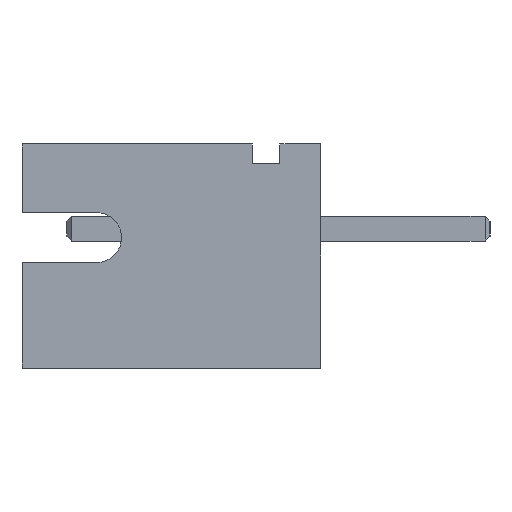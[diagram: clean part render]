
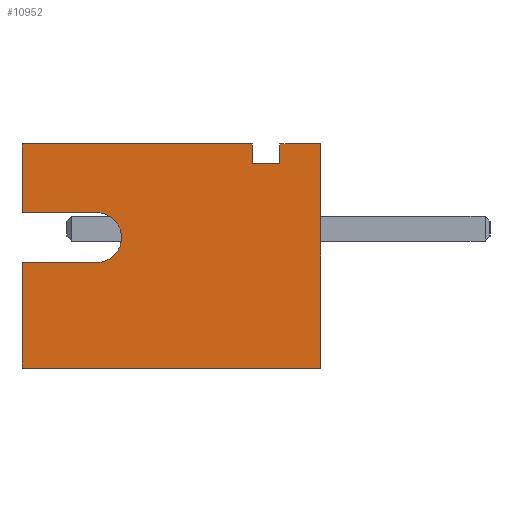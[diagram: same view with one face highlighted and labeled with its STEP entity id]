
A CAD part, left-side view. The second image highlights one B-rep face of the part: STEP entity #10952.
In plain terms, the highlighted planar face has unit normal (-1, 0, 0).
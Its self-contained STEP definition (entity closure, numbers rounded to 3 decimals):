
#123 = VERTEX_POINT ( 'NONE', #13870 ) ;
#250 = CARTESIAN_POINT ( 'NONE',  ( -1.95, 6., -2.8 ) ) ;
#285 = CARTESIAN_POINT ( 'NONE',  ( -1.95, 0., 1.7 ) ) ;
#734 = ORIENTED_EDGE ( 'NONE', *, *, #12143, .F. ) ;
#960 = LINE ( 'NONE', #12166, #4806 ) ;
#965 = ORIENTED_EDGE ( 'NONE', *, *, #7026, .F. ) ;
#1652 = CARTESIAN_POINT ( 'NONE',  ( -1.95, 1.38, 1.3 ) ) ;
#1852 = LINE ( 'NONE', #250, #10471 ) ;
#1873 = EDGE_CURVE ( 'NONE', #4233, #15859, #18189, .T. ) ;
#2631 = CARTESIAN_POINT ( 'NONE',  ( -1.95, 6., 1.7 ) ) ;
#2701 = CARTESIAN_POINT ( 'NONE',  ( -1.95, 1.38, 1.3 ) ) ;
#3048 = CARTESIAN_POINT ( 'NONE',  ( -1.95, 6., 0.32 ) ) ;
#3362 = DIRECTION ( 'NONE',  ( 0., 1., 0. ) ) ;
#3756 = DIRECTION ( 'NONE',  ( 0., 0., 1. ) ) ;
#4233 = VERTEX_POINT ( 'NONE', #1652 ) ;
#4353 = ORIENTED_EDGE ( 'NONE', *, *, #7335, .F. ) ;
#4451 = CARTESIAN_POINT ( 'NONE',  ( -1.95, 0.82, 1.3 ) ) ;
#4568 = CARTESIAN_POINT ( 'NONE',  ( -1.95, 4.5, -0.68 ) ) ;
#4806 = VECTOR ( 'NONE', #12389, 1000. ) ;
#4904 = DIRECTION ( 'NONE',  ( 0., 0., 1. ) ) ;
#5289 = ORIENTED_EDGE ( 'NONE', *, *, #6276, .T. ) ;
#5422 = DIRECTION ( 'NONE',  ( 0., 0., 1. ) ) ;
#5855 = VERTEX_POINT ( 'NONE', #4451 ) ;
#6046 = CARTESIAN_POINT ( 'NONE',  ( -1.95, 0., -2.8 ) ) ;
#6173 = EDGE_CURVE ( 'NONE', #4233, #5855, #17384, .T. ) ;
#6274 = LINE ( 'NONE', #16028, #11064 ) ;
#6276 = EDGE_CURVE ( 'NONE', #17562, #6535, #17865, .T. ) ;
#6503 = ORIENTED_EDGE ( 'NONE', *, *, #17140, .F. ) ;
#6535 = VERTEX_POINT ( 'NONE', #285 ) ;
#6676 = DIRECTION ( 'NONE',  ( -1., 0., 0. ) ) ;
#6860 = VECTOR ( 'NONE', #9912, 1000. ) ;
#7026 = EDGE_CURVE ( 'NONE', #5855, #9392, #6274, .T. ) ;
#7048 = EDGE_CURVE ( 'NONE', #14535, #123, #16790, .T. ) ;
#7335 = EDGE_CURVE ( 'NONE', #123, #14885, #17804, .T. ) ;
#7436 = DIRECTION ( 'NONE',  ( 0., -1., 0. ) ) ;
#7807 = FACE_OUTER_BOUND ( 'NONE', #20504, .T. ) ;
#7859 = CARTESIAN_POINT ( 'NONE',  ( -1.95, 0., 1.7 ) ) ;
#8181 = DIRECTION ( 'NONE',  ( 0., 0., 1. ) ) ;
#8313 = VECTOR ( 'NONE', #4904, 1000. ) ;
#8729 = CARTESIAN_POINT ( 'NONE',  ( -1.95, 6., 0.32 ) ) ;
#8777 = ORIENTED_EDGE ( 'NONE', *, *, #18539, .F. ) ;
#8975 = DIRECTION ( 'NONE',  ( 0., 0., -1. ) ) ;
#9392 = VERTEX_POINT ( 'NONE', #17542 ) ;
#9479 = ORIENTED_EDGE ( 'NONE', *, *, #19195, .F. ) ;
#9912 = DIRECTION ( 'NONE',  ( 0., -1., 0. ) ) ;
#10185 = CARTESIAN_POINT ( 'NONE',  ( -1.95, 6., -0.68 ) ) ;
#10471 = VECTOR ( 'NONE', #13161, 1000. ) ;
#10510 = LINE ( 'NONE', #13393, #15069 ) ;
#10560 = VERTEX_POINT ( 'NONE', #17959 ) ;
#10823 = ORIENTED_EDGE ( 'NONE', *, *, #7048, .F. ) ;
#10952 = ADVANCED_FACE ( 'NONE', ( #7807 ), #20659, .F. ) ;
#11064 = VECTOR ( 'NONE', #8181, 1000. ) ;
#11881 = CARTESIAN_POINT ( 'NONE',  ( -1.95, 1.38, 1.3 ) ) ;
#11986 = VECTOR ( 'NONE', #18996, 1000. ) ;
#12143 = EDGE_CURVE ( 'NONE', #16401, #14535, #17823, .T. ) ;
#12166 = CARTESIAN_POINT ( 'NONE',  ( -1.95, 6., 1.7 ) ) ;
#12389 = DIRECTION ( 'NONE',  ( 0., -1., 0. ) ) ;
#13161 = DIRECTION ( 'NONE',  ( 0., -1., 0. ) ) ;
#13346 = VECTOR ( 'NONE', #3362, 1000. ) ;
#13393 = CARTESIAN_POINT ( 'NONE',  ( -1.95, 6., 1.7 ) ) ;
#13487 = VERTEX_POINT ( 'NONE', #16311 ) ;
#13564 = AXIS2_PLACEMENT_3D ( 'NONE', #2631, #19092, #8975 ) ;
#13870 = CARTESIAN_POINT ( 'NONE',  ( -1.95, 4.5, 0.32 ) ) ;
#14050 = EDGE_CURVE ( 'NONE', #10560, #17562, #1852, .T. ) ;
#14338 = DIRECTION ( 'NONE',  ( 0., 0., 1. ) ) ;
#14359 = ORIENTED_EDGE ( 'NONE', *, *, #6173, .F. ) ;
#14484 = ORIENTED_EDGE ( 'NONE', *, *, #14050, .T. ) ;
#14535 = VERTEX_POINT ( 'NONE', #4568 ) ;
#14885 = VERTEX_POINT ( 'NONE', #8729 ) ;
#15069 = VECTOR ( 'NONE', #5422, 1000. ) ;
#15360 = VECTOR ( 'NONE', #18629, 1000. ) ;
#15859 = VERTEX_POINT ( 'NONE', #19256 ) ;
#16028 = CARTESIAN_POINT ( 'NONE',  ( -1.95, 0.82, 1.3 ) ) ;
#16127 = ORIENTED_EDGE ( 'NONE', *, *, #17763, .F. ) ;
#16168 = CARTESIAN_POINT ( 'NONE',  ( -1.95, 6., -0.68 ) ) ;
#16311 = CARTESIAN_POINT ( 'NONE',  ( -1.95, 6., 1.7 ) ) ;
#16401 = VERTEX_POINT ( 'NONE', #10185 ) ;
#16790 = CIRCLE ( 'NONE', #19138, 0.5 ) ;
#17084 = CARTESIAN_POINT ( 'NONE',  ( -1.95, 6., 1.7 ) ) ;
#17140 = EDGE_CURVE ( 'NONE', #14885, #13487, #20230, .T. ) ;
#17384 = LINE ( 'NONE', #2701, #17417 ) ;
#17417 = VECTOR ( 'NONE', #7436, 1000. ) ;
#17542 = CARTESIAN_POINT ( 'NONE',  ( -1.95, 0.82, 1.7 ) ) ;
#17562 = VERTEX_POINT ( 'NONE', #6046 ) ;
#17763 = EDGE_CURVE ( 'NONE', #9392, #6535, #960, .T. ) ;
#17804 = LINE ( 'NONE', #3048, #13346 ) ;
#17823 = LINE ( 'NONE', #16168, #6860 ) ;
#17865 = LINE ( 'NONE', #7859, #8313 ) ;
#17959 = CARTESIAN_POINT ( 'NONE',  ( -1.95, 6., -2.8 ) ) ;
#18189 = LINE ( 'NONE', #11881, #19016 ) ;
#18539 = EDGE_CURVE ( 'NONE', #13487, #15859, #20421, .T. ) ;
#18629 = DIRECTION ( 'NONE',  ( 0., -1., 0. ) ) ;
#18996 = DIRECTION ( 'NONE',  ( 0., 0., 1. ) ) ;
#19004 = ORIENTED_EDGE ( 'NONE', *, *, #1873, .T. ) ;
#19016 = VECTOR ( 'NONE', #3756, 1000. ) ;
#19092 = DIRECTION ( 'NONE',  ( 1., 0., 0. ) ) ;
#19138 = AXIS2_PLACEMENT_3D ( 'NONE', #19247, #6676, #14338 ) ;
#19195 = EDGE_CURVE ( 'NONE', #10560, #16401, #10510, .T. ) ;
#19247 = CARTESIAN_POINT ( 'NONE',  ( -1.95, 4.5, -0.18 ) ) ;
#19256 = CARTESIAN_POINT ( 'NONE',  ( -1.95, 1.38, 1.7 ) ) ;
#19913 = CARTESIAN_POINT ( 'NONE',  ( -1.95, 6., 1.7 ) ) ;
#20230 = LINE ( 'NONE', #19913, #11986 ) ;
#20421 = LINE ( 'NONE', #17084, #15360 ) ;
#20504 = EDGE_LOOP ( 'NONE', ( #10823, #734, #9479, #14484, #5289, #16127, #965, #14359, #19004, #8777, #6503, #4353 ) ) ;
#20659 = PLANE ( 'NONE',  #13564 ) ;
